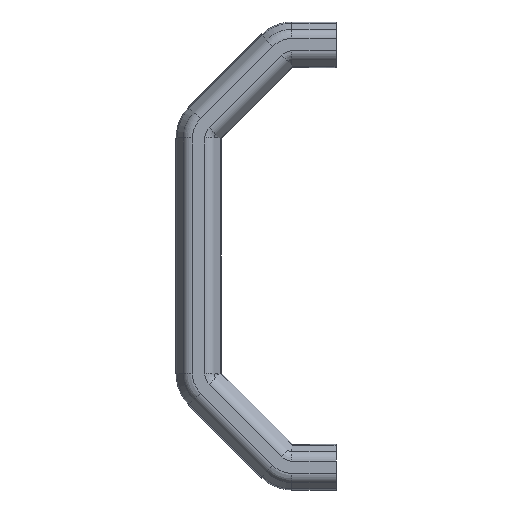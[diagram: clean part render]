
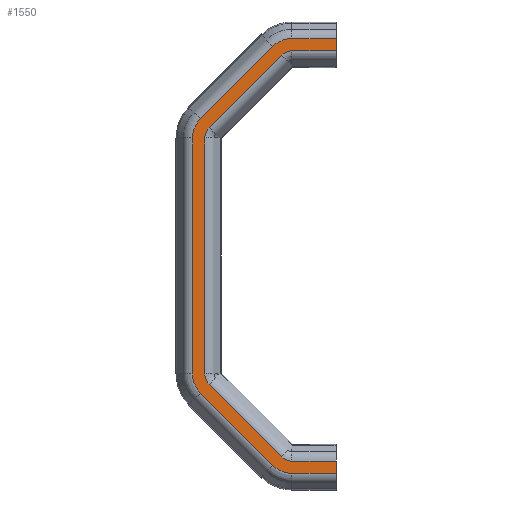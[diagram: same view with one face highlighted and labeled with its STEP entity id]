
A CAD part, top view. The second image highlights one B-rep face of the part: STEP entity #1550.
In plain terms, the highlighted planar face has unit normal (0, 0, 1).
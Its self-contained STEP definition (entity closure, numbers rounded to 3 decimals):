
#90=PLANE('',#1744);
#186=FACE_OUTER_BOUND('',#286,.T.);
#286=EDGE_LOOP('',(#1359,#1360,#1361,#1362,#1363,#1364,#1365,#1366,#1367,
#1368,#1369,#1370,#1371,#1372,#1373,#1374,#1375,#1376,#1377,#1378));
#311=LINE('',#2316,#447);
#312=LINE('',#2322,#448);
#328=LINE('',#2358,#464);
#343=LINE('',#2418,#479);
#344=LINE('',#2423,#480);
#369=LINE('',#2504,#505);
#370=LINE('',#2509,#506);
#395=LINE('',#2590,#531);
#396=LINE('',#2595,#532);
#419=LINE('',#2672,#555);
#420=LINE('',#2675,#556);
#421=LINE('',#2676,#557);
#447=VECTOR('',#1819,10.);
#448=VECTOR('',#1824,10.);
#464=VECTOR('',#1858,10.);
#479=VECTOR('',#1929,10.);
#480=VECTOR('',#1934,10.);
#505=VECTOR('',#2027,10.);
#506=VECTOR('',#2032,10.);
#531=VECTOR('',#2125,10.);
#532=VECTOR('',#2130,10.);
#555=VECTOR('',#2221,10.);
#556=VECTOR('',#2224,10.);
#557=VECTOR('',#2225,10.);
#586=CIRCLE('',#1615,7.12);
#588=CIRCLE('',#1618,12.894);
#602=CIRCLE('',#1651,7.12);
#604=CIRCLE('',#1654,12.894);
#618=CIRCLE('',#1687,7.12);
#620=CIRCLE('',#1690,12.894);
#635=CIRCLE('',#1723,7.12);
#637=CIRCLE('',#1726,12.894);
#667=VERTEX_POINT('',#2312);
#668=VERTEX_POINT('',#2314);
#670=VERTEX_POINT('',#2319);
#671=VERTEX_POINT('',#2321);
#688=VERTEX_POINT('',#2376);
#690=VERTEX_POINT('',#2381);
#699=VERTEX_POINT('',#2416);
#701=VERTEX_POINT('',#2421);
#712=VERTEX_POINT('',#2462);
#714=VERTEX_POINT('',#2467);
#723=VERTEX_POINT('',#2502);
#725=VERTEX_POINT('',#2507);
#736=VERTEX_POINT('',#2548);
#738=VERTEX_POINT('',#2553);
#747=VERTEX_POINT('',#2588);
#749=VERTEX_POINT('',#2593);
#759=VERTEX_POINT('',#2632);
#761=VERTEX_POINT('',#2637);
#769=VERTEX_POINT('',#2670);
#770=VERTEX_POINT('',#2674);
#803=EDGE_CURVE('',#667,#668,#311,.T.);
#805=EDGE_CURVE('',#670,#671,#312,.T.);
#824=EDGE_CURVE('',#671,#668,#328,.T.);
#834=EDGE_CURVE('',#688,#667,#586,.T.);
#836=EDGE_CURVE('',#690,#670,#588,.T.);
#854=EDGE_CURVE('',#699,#688,#343,.T.);
#856=EDGE_CURVE('',#701,#690,#344,.T.);
#877=EDGE_CURVE('',#712,#699,#602,.T.);
#879=EDGE_CURVE('',#714,#701,#604,.T.);
#897=EDGE_CURVE('',#723,#712,#369,.T.);
#899=EDGE_CURVE('',#725,#714,#370,.T.);
#920=EDGE_CURVE('',#736,#723,#618,.T.);
#922=EDGE_CURVE('',#738,#725,#620,.T.);
#940=EDGE_CURVE('',#747,#736,#395,.T.);
#942=EDGE_CURVE('',#749,#738,#396,.T.);
#962=EDGE_CURVE('',#759,#747,#635,.T.);
#964=EDGE_CURVE('',#761,#749,#637,.T.);
#981=EDGE_CURVE('',#769,#759,#419,.T.);
#982=EDGE_CURVE('',#769,#770,#420,.T.);
#983=EDGE_CURVE('',#770,#761,#421,.T.);
#1359=ORIENTED_EDGE('',*,*,#982,.F.);
#1360=ORIENTED_EDGE('',*,*,#981,.T.);
#1361=ORIENTED_EDGE('',*,*,#962,.T.);
#1362=ORIENTED_EDGE('',*,*,#940,.T.);
#1363=ORIENTED_EDGE('',*,*,#920,.T.);
#1364=ORIENTED_EDGE('',*,*,#897,.T.);
#1365=ORIENTED_EDGE('',*,*,#877,.T.);
#1366=ORIENTED_EDGE('',*,*,#854,.T.);
#1367=ORIENTED_EDGE('',*,*,#834,.T.);
#1368=ORIENTED_EDGE('',*,*,#803,.T.);
#1369=ORIENTED_EDGE('',*,*,#824,.F.);
#1370=ORIENTED_EDGE('',*,*,#805,.F.);
#1371=ORIENTED_EDGE('',*,*,#836,.F.);
#1372=ORIENTED_EDGE('',*,*,#856,.F.);
#1373=ORIENTED_EDGE('',*,*,#879,.F.);
#1374=ORIENTED_EDGE('',*,*,#899,.F.);
#1375=ORIENTED_EDGE('',*,*,#922,.F.);
#1376=ORIENTED_EDGE('',*,*,#942,.F.);
#1377=ORIENTED_EDGE('',*,*,#964,.F.);
#1378=ORIENTED_EDGE('',*,*,#983,.F.);
#1550=ADVANCED_FACE('',(#186),#90,.T.);
#1615=AXIS2_PLACEMENT_3D('',#2378,#1879,#1880);
#1618=AXIS2_PLACEMENT_3D('',#2383,#1885,#1886);
#1651=AXIS2_PLACEMENT_3D('',#2464,#1977,#1978);
#1654=AXIS2_PLACEMENT_3D('',#2469,#1983,#1984);
#1687=AXIS2_PLACEMENT_3D('',#2550,#2075,#2076);
#1690=AXIS2_PLACEMENT_3D('',#2555,#2081,#2082);
#1723=AXIS2_PLACEMENT_3D('',#2634,#2172,#2173);
#1726=AXIS2_PLACEMENT_3D('',#2639,#2178,#2179);
#1744=AXIS2_PLACEMENT_3D('',#2673,#2222,#2223);
#1819=DIRECTION('',(1.,0.,0.));
#1824=DIRECTION('',(1.,0.,0.));
#1858=DIRECTION('',(0.,-1.,0.));
#1879=DIRECTION('center_axis',(0.,0.,-1.));
#1880=DIRECTION('ref_axis',(-0.707,0.707,0.));
#1885=DIRECTION('center_axis',(0.,0.,-1.));
#1886=DIRECTION('ref_axis',(-0.707,0.707,0.));
#1929=DIRECTION('',(0.707,0.707,0.));
#1934=DIRECTION('',(0.707,0.707,0.));
#1977=DIRECTION('center_axis',(0.,0.,-1.));
#1978=DIRECTION('ref_axis',(-1.,0.,0.));
#1983=DIRECTION('center_axis',(0.,0.,-1.));
#1984=DIRECTION('ref_axis',(-1.,0.,0.));
#2027=DIRECTION('',(0.,1.,0.));
#2032=DIRECTION('',(0.,1.,0.));
#2075=DIRECTION('center_axis',(0.,0.,-1.));
#2076=DIRECTION('ref_axis',(-0.707,-0.707,0.));
#2081=DIRECTION('center_axis',(0.,0.,-1.));
#2082=DIRECTION('ref_axis',(-0.707,-0.707,0.));
#2125=DIRECTION('',(-0.707,0.707,0.));
#2130=DIRECTION('',(-0.707,0.707,0.));
#2172=DIRECTION('center_axis',(0.,0.,-1.));
#2173=DIRECTION('ref_axis',(0.,-1.,0.));
#2178=DIRECTION('center_axis',(0.,0.,-1.));
#2179=DIRECTION('ref_axis',(0.,-1.,0.));
#2221=DIRECTION('',(-1.,0.,0.));
#2222=DIRECTION('center_axis',(0.,0.,
1.));
#2223=DIRECTION('ref_axis',(0.,1.,0.));
#2224=DIRECTION('',(0.,-1.,0.));
#2225=DIRECTION('',(-1.,0.,0.));
#2312=CARTESIAN_POINT('',(-20.858,197.12,20.));
#2314=CARTESIAN_POINT('',(0.,197.12,20.));
#2316=CARTESIAN_POINT('',(-20.858,197.12,20.));
#2319=CARTESIAN_POINT('',(-20.858,202.894,20.));
#2321=CARTESIAN_POINT('',(0.,202.894,20.));
#2322=CARTESIAN_POINT('',(-20.858,202.894,20.));
#2358=CARTESIAN_POINT('',(0.,197.12,20.));
#2376=CARTESIAN_POINT('',(-25.893,195.035,20.));
#2378=CARTESIAN_POINT('Origin',(-20.858,190.,20.));
#2381=CARTESIAN_POINT('',(-29.975,199.117,20.));
#2383=CARTESIAN_POINT('Origin',(-20.858,190.,20.));
#2416=CARTESIAN_POINT('',(-60.035,160.893,20.));
#2418=CARTESIAN_POINT('',(-60.035,160.893,20.));
#2421=CARTESIAN_POINT('',(-64.117,164.975,20.));
#2423=CARTESIAN_POINT('',(-64.117,164.975,20.));
#2462=CARTESIAN_POINT('',(-62.12,155.858,20.));
#2464=CARTESIAN_POINT('Origin',(-55.,155.858,20.));
#2467=CARTESIAN_POINT('',(-67.894,155.858,20.));
#2469=CARTESIAN_POINT('Origin',(-55.,155.858,20.));
#2502=CARTESIAN_POINT('',(-62.12,44.142,20.));
#2504=CARTESIAN_POINT('',(-62.12,44.142,20.));
#2507=CARTESIAN_POINT('',(-67.894,44.142,20.));
#2509=CARTESIAN_POINT('',(-67.894,44.142,20.));
#2548=CARTESIAN_POINT('',(-60.035,39.107,20.));
#2550=CARTESIAN_POINT('Origin',(-55.,44.142,20.));
#2553=CARTESIAN_POINT('',(-64.117,35.025,20.));
#2555=CARTESIAN_POINT('Origin',(-55.,44.142,20.));
#2588=CARTESIAN_POINT('',(-25.893,4.965,20.));
#2590=CARTESIAN_POINT('',(-25.893,4.965,20.));
#2593=CARTESIAN_POINT('',(-29.975,0.883,20.));
#2595=CARTESIAN_POINT('',(-29.975,0.883,20.));
#2632=CARTESIAN_POINT('',(-20.858,2.88,20.));
#2634=CARTESIAN_POINT('Origin',(-20.858,10.,20.));
#2637=CARTESIAN_POINT('',(-20.858,-2.894,20.));
#2639=CARTESIAN_POINT('Origin',(-20.858,10.,20.));
#2670=CARTESIAN_POINT('',(0.,2.88,20.));
#2672=CARTESIAN_POINT('',(0.,2.88,20.));
#2673=CARTESIAN_POINT('Origin',(0.,-2.894,20.));
#2674=CARTESIAN_POINT('',(0.,-2.894,20.));
#2675=CARTESIAN_POINT('',(0.,2.88,20.));
#2676=CARTESIAN_POINT('',(0.,-2.894,20.));
